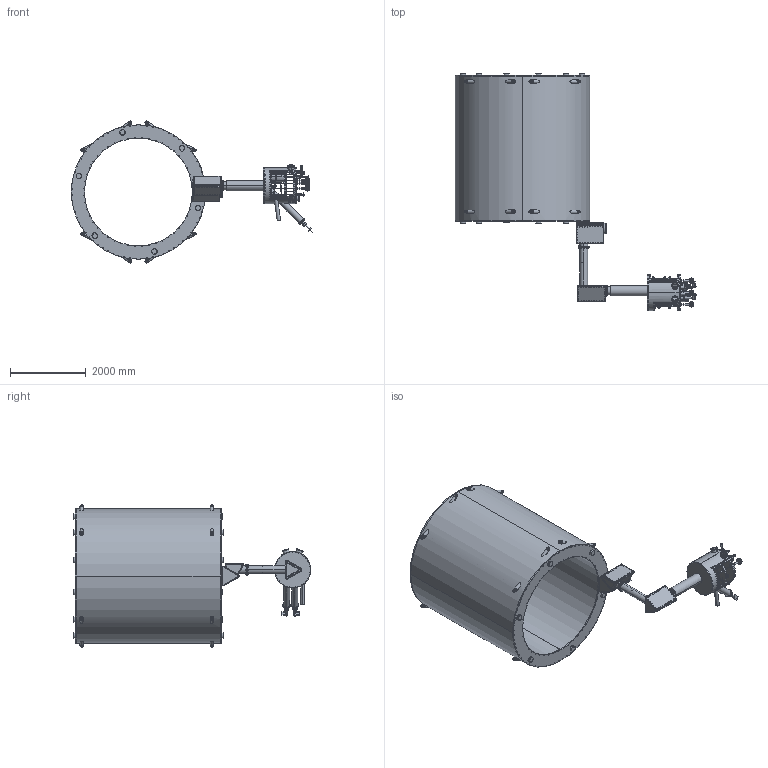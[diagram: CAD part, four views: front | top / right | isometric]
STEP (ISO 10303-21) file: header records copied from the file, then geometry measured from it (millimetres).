
FILE_DESCRIPTION((''),'2;1');
FILE_NAME('BABAR-WRAP','2021-03-29T14:21:27',('jhock'),(''),'CREO PARAMETRIC BY PTC INC, 2019471','CREO PARAMETRIC BY PTC INC, 2019471','');
FILE_SCHEMA(('CONFIG_CONTROL_DESIGN'));
Length unit declared in the file: inch
Products named in the file (1): BABAR-WRAP
Bounding box: 6364.06 x 6254.03 x 3744.63 mm (x, y, z)
Volume: 13504214561.3 mm3; surface area: 191935490.2 mm2
Topology: 1 solids, 465 shells, 1358 faces, 7294 edges, 6330 vertices
Faces by surface type: plane 610, cylinder 583, cone 95, bspline 38, torus 32
Entity records: 148992 total; most frequent: CARTESIAN_POINT 88753, DIRECTION 13406, ORIENTED_EDGE 9019, EDGE_CURVE 7294, VERTEX_POINT 6330, AXIS2_PLACEMENT_3D 5689, CIRCLE 4368, EDGE_LOOP 3093
